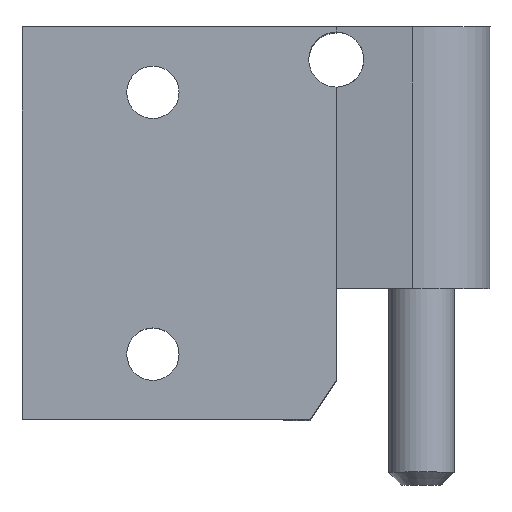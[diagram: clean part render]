
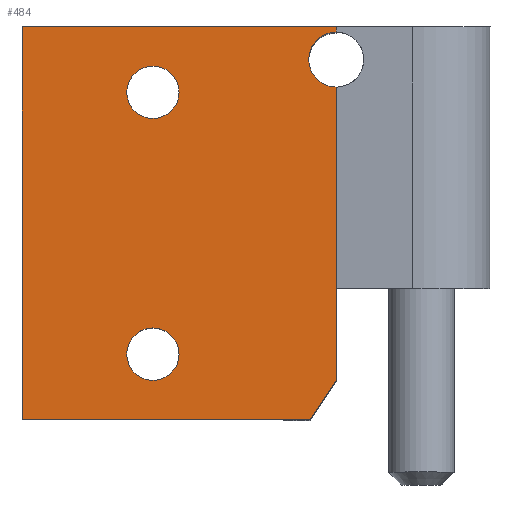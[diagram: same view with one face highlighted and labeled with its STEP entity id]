
A CAD part, top view. The second image highlights one B-rep face of the part: STEP entity #484.
In plain terms, the highlighted planar face has unit normal (0, 0, 1).
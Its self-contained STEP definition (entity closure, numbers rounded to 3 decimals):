
#28=FACE_BOUND('',#96,.T.);
#29=FACE_BOUND('',#97,.T.);
#46=CIRCLE('',#575,2.1);
#47=CIRCLE('',#577,2.1);
#49=CIRCLE('',#581,2.);
#50=CIRCLE('',#582,2.);
#70=FACE_OUTER_BOUND('',#95,.T.);
#95=EDGE_LOOP('',(#376,#377,#378,#379,#380,#381,#382,#383,#384));
#96=EDGE_LOOP('',(#385));
#97=EDGE_LOOP('',(#386));
#118=LINE('',#773,#162);
#125=LINE('',#788,#169);
#126=LINE('',#826,#170);
#141=LINE('',#866,#185);
#142=LINE('',#868,#186);
#143=LINE('',#870,#187);
#144=LINE('',#871,#188);
#162=VECTOR('',#618,10.);
#169=VECTOR('',#629,10.);
#170=VECTOR('',#636,10.);
#185=VECTOR('',#675,10.);
#186=VECTOR('',#676,10.);
#187=VECTOR('',#677,10.);
#188=VECTOR('',#678,10.);
#211=VERTEX_POINT('',#770);
#212=VERTEX_POINT('',#772);
#218=VERTEX_POINT('',#786);
#222=VERTEX_POINT('',#825);
#231=VERTEX_POINT('',#851);
#232=VERTEX_POINT('',#853);
#233=VERTEX_POINT('',#855);
#236=VERTEX_POINT('',#867);
#237=VERTEX_POINT('',#869);
#238=VERTEX_POINT('',#872);
#239=VERTEX_POINT('',#874);
#256=EDGE_CURVE('',#211,#212,#118,.T.);
#264=EDGE_CURVE('',#218,#211,#125,.T.);
#269=EDGE_CURVE('',#222,#212,#126,.T.);
#283=EDGE_CURVE('',#232,#231,#46,.T.);
#285=EDGE_CURVE('',#231,#233,#47,.T.);
#290=EDGE_CURVE('',#232,#218,#141,.T.);
#291=EDGE_CURVE('',#236,#233,#142,.T.);
#292=EDGE_CURVE('',#237,#236,#143,.T.);
#293=EDGE_CURVE('',#237,#222,#144,.T.);
#294=EDGE_CURVE('',#238,#238,#49,.T.);
#295=EDGE_CURVE('',#239,#239,#50,.T.);
#376=ORIENTED_EDGE('',*,*,#256,.F.);
#377=ORIENTED_EDGE('',*,*,#264,.F.);
#378=ORIENTED_EDGE('',*,*,#290,.F.);
#379=ORIENTED_EDGE('',*,*,#283,.T.);
#380=ORIENTED_EDGE('',*,*,#285,.T.);
#381=ORIENTED_EDGE('',*,*,#291,.F.);
#382=ORIENTED_EDGE('',*,*,#292,.F.);
#383=ORIENTED_EDGE('',*,*,#293,.T.);
#384=ORIENTED_EDGE('',*,*,#269,.T.);
#385=ORIENTED_EDGE('',*,*,#294,.T.);
#386=ORIENTED_EDGE('',*,*,#295,.T.);
#465=PLANE('',#580);
#484=ADVANCED_FACE('',(#70,#28,#29),#465,.T.);
#575=AXIS2_PLACEMENT_3D('',#854,#660,#661);
#577=AXIS2_PLACEMENT_3D('',#857,#664,#665);
#580=AXIS2_PLACEMENT_3D('',#865,#673,#674);
#581=AXIS2_PLACEMENT_3D('',#873,#679,#680);
#582=AXIS2_PLACEMENT_3D('',#875,#681,#682);
#618=DIRECTION('',(-0.555,-0.832,0.));
#629=DIRECTION('',(0.,-1.,0.));
#636=DIRECTION('',(1.,0.,0.));
#660=DIRECTION('center_axis',(0.,0.,-1.));
#661=DIRECTION('ref_axis',(1.,0.,0.));
#664=DIRECTION('center_axis',(0.,0.,-1.));
#665=DIRECTION('ref_axis',(1.,0.,0.));
#673=DIRECTION('center_axis',(0.,0.,1.));
#674=DIRECTION('ref_axis',(1.,0.,0.));
#675=DIRECTION('',(0.,-1.,0.));
#676=DIRECTION('',(0.,-1.,0.));
#677=DIRECTION('',(1.,0.,0.));
#678=DIRECTION('',(0.,-1.,0.));
#679=DIRECTION('center_axis',(0.,0.,-1.));
#680=DIRECTION('ref_axis',(-1.,0.,0.));
#681=DIRECTION('center_axis',(0.,0.,-1.));
#682=DIRECTION('ref_axis',(-1.,0.,0.));
#770=CARTESIAN_POINT('',(14.,-89.3,4.));
#772=CARTESIAN_POINT('',(12.,-92.3,4.));
#773=CARTESIAN_POINT('',(14.115,-89.127,4.));
#786=CARTESIAN_POINT('',(14.,-82.3,4.));
#788=CARTESIAN_POINT('',(14.,-62.3,4.));
#825=CARTESIAN_POINT('',(-10.,-92.3,4.));
#826=CARTESIAN_POINT('',(-10.,-92.3,4.));
#851=CARTESIAN_POINT('',(11.9,-64.8,4.));
#853=CARTESIAN_POINT('',(14.,-66.9,4.));
#854=CARTESIAN_POINT('Origin',(14.,-64.8,4.));
#855=CARTESIAN_POINT('',(14.,-62.7,4.));
#857=CARTESIAN_POINT('Origin',(14.,-64.8,4.));
#865=CARTESIAN_POINT('Origin',(0.,-77.3,4.));
#866=CARTESIAN_POINT('',(14.,-62.3,4.));
#867=CARTESIAN_POINT('',(14.,-62.3,4.));
#868=CARTESIAN_POINT('',(14.,-62.3,4.));
#869=CARTESIAN_POINT('',(-10.,-62.3,4.));
#870=CARTESIAN_POINT('',(10.,-62.3,4.));
#871=CARTESIAN_POINT('',(-10.,0.,4.));
#872=CARTESIAN_POINT('',(2.,-87.3,4.));
#873=CARTESIAN_POINT('Origin',(0.,-87.3,4.));
#874=CARTESIAN_POINT('',(2.,-67.3,4.));
#875=CARTESIAN_POINT('Origin',(0.,-67.3,4.));
